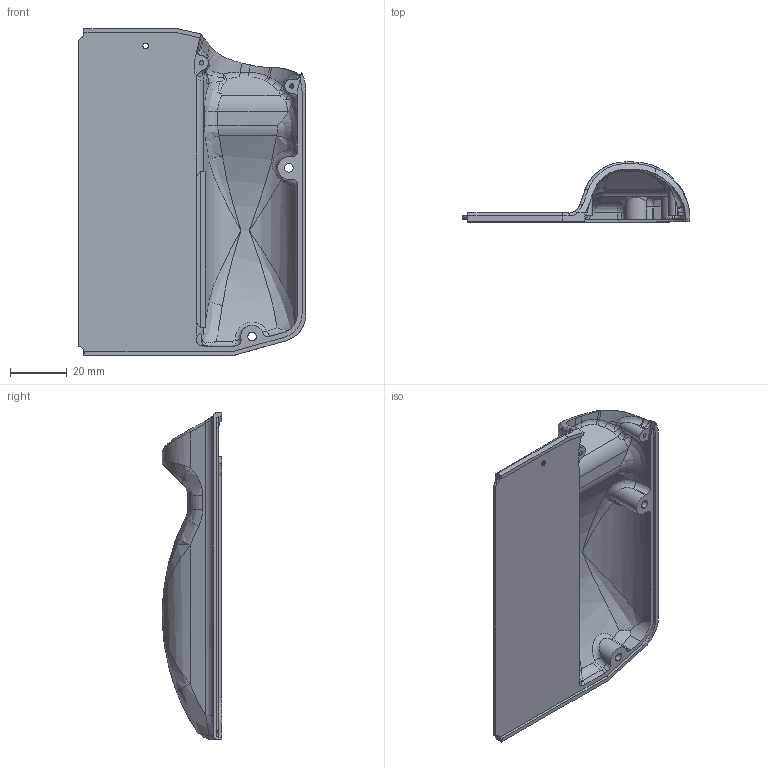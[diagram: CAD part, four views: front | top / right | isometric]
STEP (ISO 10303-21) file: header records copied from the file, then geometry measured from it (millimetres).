
FILE_DESCRIPTION (( 'STEP AP214' ), '1' );
FILE_NAME ('Right Side Grip.STEP', '2023-06-27T11:11:24', ( '' ), ( '' ), 'SwSTEP 2.0', 'SolidWorks 2021', '' );
FILE_SCHEMA (( 'AUTOMOTIVE_DESIGN' ));
Length unit declared in the file: millimetre
Products named in the file (1): Right Side Grip
Bounding box: 80.4 x 21 x 115 mm (x, y, z)
Volume: 26598.4 mm3; surface area: 23060.6 mm2
Topology: 1 solids, 1 shells, 241 faces, 632 edges, 381 vertices
Faces by surface type: bspline 106, cylinder 70, plane 60, sphere 3, cone 2
Entity records: 12922 total; most frequent: CARTESIAN_POINT 7983, ORIENTED_EDGE 1236, DIRECTION 735, EDGE_CURVE 618, VERTEX_POINT 381, AXIS2_PLACEMENT_3D 265, EDGE_LOOP 249, FACE_OUTER_BOUND 241
